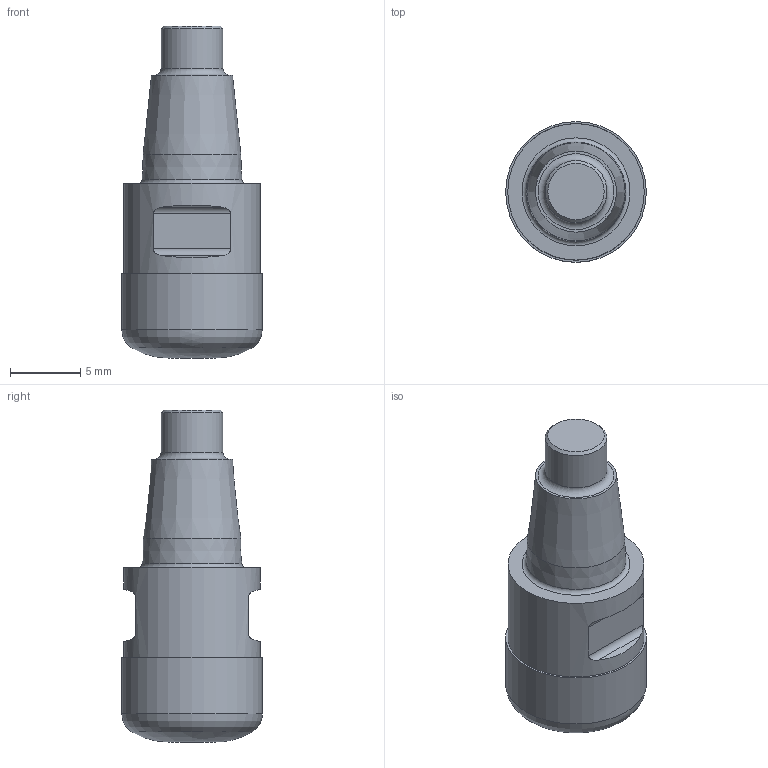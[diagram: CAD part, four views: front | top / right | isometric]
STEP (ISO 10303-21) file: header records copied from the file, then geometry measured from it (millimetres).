
FILE_DESCRIPTION(/* description */ (''),/* implementation_level */ '2;1');
FILE_NAME(/* name */ '1552566843798.stp',/* time_stamp */ '2019-03-14T13:34:21+01:00',/* author */ (''),/* organization */ ('SMS'),/* preprocessor_version */ 'ST-DEVELOPER v15',/* originating_system */ 'SIEMENS PLM Software NX 8.5',/* authorisation */ '');
FILE_SCHEMA (('AUTOMOTIVE_DESIGN { 1 0 10303 214 3 1 1 1 }'));
Length unit declared in the file: millimetre
Products named in the file (1): 201548328mod000_02
Bounding box: 10 x 10 x 23.6 mm (x, y, z)
Volume: 1198.9 mm3; surface area: 854.2 mm2
Topology: 2 solids, 2 shells, 28 faces, 74 edges, 83 vertices
Faces by surface type: plane 13, cylinder 8, torus 3, cone 3, bspline 1
Full cylindrical faces by diameter (mm): 4.4 x1, 9.7 x1, 10 x2
Entity records: 1064 total; most frequent: CARTESIAN_POINT 294, DIRECTION 137, ORIENTED_EDGE 80, AXIS2_PLACEMENT_3D 53, EDGE_LOOP 44, EDGE_CURVE 40, STYLED_ITEM 33, PRESENTATION_STYLE_ASSIGNMENT 33
